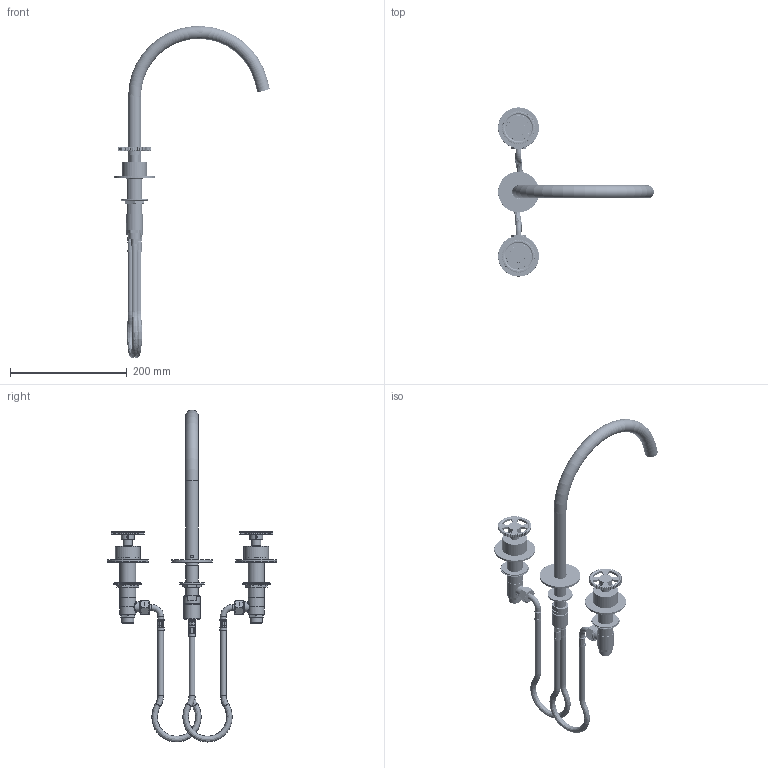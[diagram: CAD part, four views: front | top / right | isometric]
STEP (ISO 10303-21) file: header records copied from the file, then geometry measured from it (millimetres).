
FILE_DESCRIPTION(/* description */ ('Unknown'),/* implementation_level */ '2;1');
FILE_NAME(/* name */ 'CW033-00',/* time_stamp */ '2019-11-18T12:07:39+01:00',/* author */ ('Unknown'),/* organization */ ('Unknown'),/* preprocessor_version */ 'ST-DEVELOPER v16.7',/* originating_system */ 'DEX',/* authorisation */ $);
FILE_SCHEMA (('AUTOMOTIVE_DESIGN {1 0 10303 214 3 1 1}'));
Length unit declared in the file: millimetre
Products named in the file (53): CW033-00; CW003-02; CB005-16; CB031-05 rel1; CW003-08; CW023-01; CW003-10; CW023-04; CW033-001; B010-003; SSR000030_SOLID_1; SSR000030_SOLID_2; CW033-002; E001-002; 001s_13; 001s_14; 001s_15; CW033-004; CW033-1; BR003-002-2 oring7.65x1.78.1; CW033 TRECCIA; BR003-002-9 codolo_m10x1; BR003-002-6 bussola_aggraffatura1; CW033-2; BR003-002-3 bussola_aggraffatura; calotta_1-2; Curva 90; CW003-07; CW033-01; CW023-02; CB004-06; CB004-10; CB040-001; grano bocca; CB040-01; CB004-08; CB004-11; CW001-01; CB004-002; CW003-06 ...
Assembly tree (68 placements, depth 4):
  CW033-00
    CW003-02  x2
    CB005-16  x2
    CB031-05 rel1  x3
    CW003-08  x2
    CW023-01  x2
    CW003-10  x2
    CW023-04  x2
    CW033-001  x2
      B010-003
        SSR000030_SOLID_1
        SSR000030_SOLID_2
      CW033-002
    E001-002
      001s_13
      001s_14
      001s_15
    CW033-004  x2
      CW033-1
        BR003-002-2 oring7.65x1.78.1
        CW033 TRECCIA
        BR003-002-9 codolo_m10x1
        BR003-002-6 bussola_aggraffatura1
      CW033-2
        BR003-002-3 bussola_aggraffatura
        calotta_1-2
        Curva 90
    CW003-07  x2
    CW033-01  x2
    CW023-02
    CB004-06
    CB004-10
    CB040-001
      grano bocca
      CB040-01
    CB004-08
    CB004-11  x2
    CW001-01
    CB004-002
    CW003-06  x2
    CW023-002
      M100-10
      CW023-12
      CW023-13
      CW023-14
      B077-52
    CW003-01
    CW033-003  x2
      CW023-16
      CW023-17
      CW023-15
    B077-52
    BR003-11
    CW023-11
Bounding box: 266.82 x 290 x 568.57 mm (x, y, z)
Volume: 377233 mm3; surface area: 295458.9 mm2
Topology: 69 solids, 275 shells, 5500 faces, 12401 edges, 7556 vertices
Faces by surface type: cylinder 1630, bspline 1503, plane 1435, torus 646, cone 285, sphere 1
Full cylindrical faces by diameter (mm): 0.75 x204, 1.65 x1, 2 x4, 3 x2, 3.242 x2, 4 x7, 4.2 x3, 5 x4, 5.2 x6, 6 x2, 6.5 x6, 7 x6, 7.2 x4, 7.3 x2, 7.5 x2, 8.2 x2, 8.5 x1, 8.9 x4, 8.917 x4, 9 x3, 9.56 x4, 10 x12, 10.5 x5, 10.7 x2, 10.95 x2, 11 x12, 11.3 x2, 11.5 x2, 11.501 x4, 11.85 x1
Entity records: 178068 total; most frequent: CARTESIAN_POINT 50691, ORIENTED_EDGE 20048, DIRECTION 18092, EDGE_CURVE 10024, AXIS2_PLACEMENT_3D 7951, VERTEX_POINT 6319, FACE_BOUND 5637, EDGE_LOOP 5630
